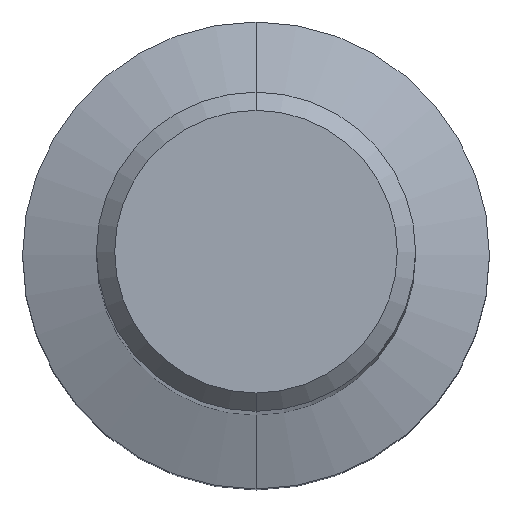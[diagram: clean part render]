
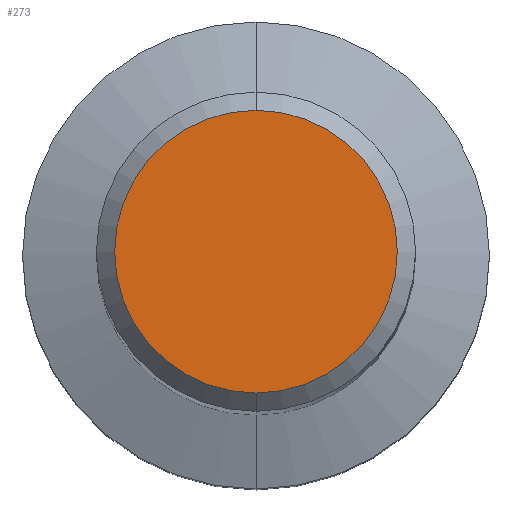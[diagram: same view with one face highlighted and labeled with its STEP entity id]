
A CAD part, top view. The second image highlights one B-rep face of the part: STEP entity #273.
In plain terms, the highlighted planar face has unit normal (0, 0, 1).
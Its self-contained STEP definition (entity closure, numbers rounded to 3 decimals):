
#273=ADVANCED_FACE('',(#607),#608,.T.);
#351=EDGE_CURVE('',#371,#483,#690,.T.);
#371=VERTEX_POINT('',#712);
#393=EDGE_CURVE('',#483,#371,#736,.T.);
#483=VERTEX_POINT('',#838);
#607=FACE_OUTER_BOUND('',#1045,.T.);
#608=PLANE('',#1046);
#690=CIRCLE('',#1233,3.1);
#712=CARTESIAN_POINT('',(0.,-3.1,0.0));
#736=CIRCLE('',#1294,3.1);
#838=CARTESIAN_POINT('',(0.0,3.1,0.0));
#1045=EDGE_LOOP('',(#1627,#1628));
#1046=AXIS2_PLACEMENT_3D('',#1629,#1630,#1631);
#1233=AXIS2_PLACEMENT_3D('',#1706,#1707,#1708);
#1294=AXIS2_PLACEMENT_3D('',#1762,#1763,#1764);
#1627=ORIENTED_EDGE('',*,*,#393,.F.);
#1628=ORIENTED_EDGE('',*,*,#351,.F.);
#1629=CARTESIAN_POINT('',(0.0,1.55,0.0));
#1630=DIRECTION('',(-0.0,0.0,1.0));
#1631=DIRECTION('',(0.0,-1.0,0.0));
#1706=CARTESIAN_POINT('',(0.0,0.0,0.0));
#1707=DIRECTION('',(0.0,0.0,-1.0));
#1708=DIRECTION('',(0.0,1.0,0.0));
#1762=CARTESIAN_POINT('',(0.0,0.0,0.0));
#1763=DIRECTION('',(0.0,0.0,-1.0));
#1764=DIRECTION('',(0.0,1.0,0.0));
